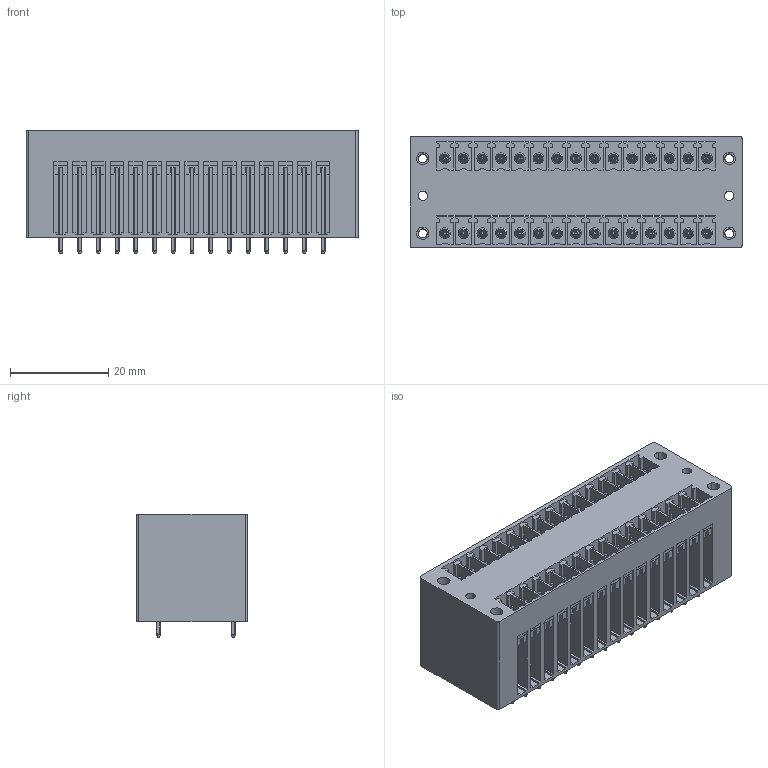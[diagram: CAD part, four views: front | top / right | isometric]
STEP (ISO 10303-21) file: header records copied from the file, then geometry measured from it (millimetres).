
FILE_DESCRIPTION(('CATIA V5 STEP Exchange','CAx-IF Rec.Pracs.--- Model Styling and Organization---1.2---2011-12-15'),'2;1');
FILE_NAME ('D1447158_0', '2018-09-29T11:06:34+00:00', ('none'), ('Weidmueller'), 'CATIA Version 5-6 Release 2014', 'CATIA V5 STEP AP214', 'none');
FILE_SCHEMA(('AUTOMOTIVE_DESIGN { 1 0 10303 214 1 1 1 1 }'));
Products named in the file (1): 1030580000
Bounding box: 67.54 x 22.7 x 25.1 mm (x, y, z)
Volume: 26921 mm3; surface area: 16658.6 mm2
Topology: 31 solids, 31 shells, 1715 faces, 4654 edges, 3080 vertices
Faces by surface type: plane 1111, cylinder 356, cone 188, torus 60
Entity records: 54284 total; most frequent: CARTESIAN_POINT 15613, ORIENTED_EDGE 9308, DIRECTION 5671, EDGE_CURVE 4654, VECTOR 3214, LINE 3214, VERTEX_POINT 3080, EDGE_LOOP 1896
